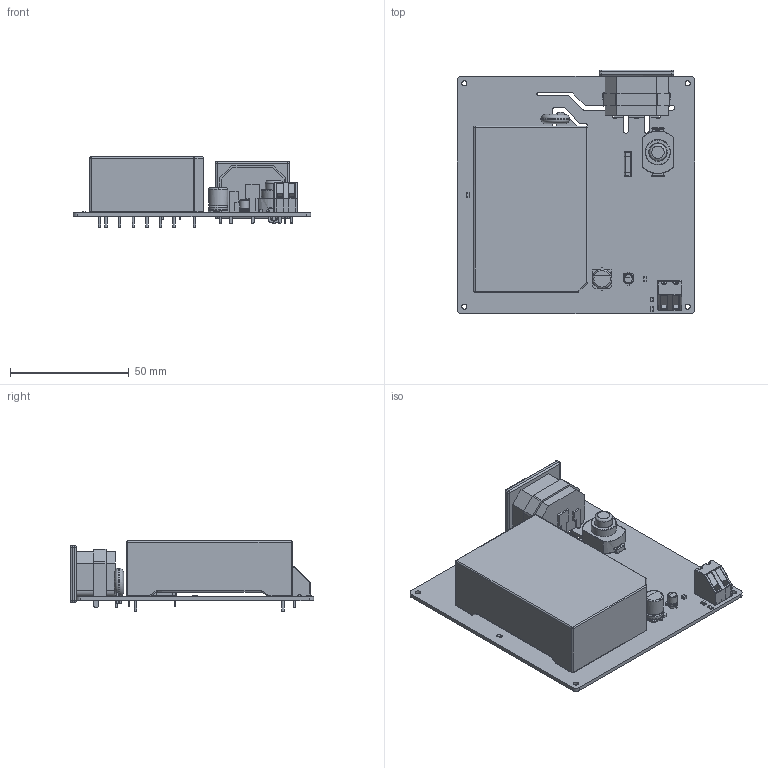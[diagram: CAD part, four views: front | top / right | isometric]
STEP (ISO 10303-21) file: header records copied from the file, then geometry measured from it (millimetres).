
FILE_DESCRIPTION(('KiCad electronic assembly'),'2;1');
FILE_NAME('PCB.stp','2020-09-06T03:19:29',('Pcbnew'),('Kicad'), 'Open CASCADE STEP processor 6.9','KiCad to STEP converter','Unknown' );
FILE_SCHEMA(('AUTOMOTIVE_DESIGN { 1 0 10303 214 1 1 1 1 }'));
Length unit declared in the file: millimetre
Products named in the file (24): Open CASCADE STEP translator 6.9 1; LED_0805_2012Metric_Castellated; SOLID; Altech_AK300_1x02_P5.00mm_45-Degree; IEC_Connector_ACT3KD-03BT3B018; COMPOUND; RV_Disc_D12mm_W3.9mm_P7.5mm; CP_Elec_8x10.5; BPT_Switch_20x13; C_0805_2012Metric; R_0805_2012Metric; AC_DC_TAS40-12-W; LittleFuse_0443002; CP_Elec_4x5.4
Assembly tree (24 placements, depth 3):
  Open CASCADE STEP translator 6.9 1
    LED_0805_2012Metric_Castellated
      SOLID
    Altech_AK300_1x02_P5.00mm_45-Degree
      SOLID
    IEC_Connector_ACT3KD-03BT3B018
      COMPOUND
    RV_Disc_D12mm_W3.9mm_P7.5mm
      SOLID
    CP_Elec_8x10.5
      SOLID
    BPT_Switch_20x13
      COMPOUND
    C_0805_2012Metric
      SOLID
    R_0805_2012Metric  x2
      SOLID
    AC_DC_TAS40-12-W
      COMPOUND
    LittleFuse_0443002
      COMPOUND
    CP_Elec_4x5.4
      SOLID
    COMPOUND
Bounding box: 100 x 102.5 x 29.5 mm (x, y, z)
Volume: 96823 mm3; surface area: 42730.5 mm2
Topology: 29 solids, 29 shells, 751 faces, 1824 edges, 1138 vertices
Faces by surface type: bspline 653, cylinder 58, plane 40
Full cylindrical faces by diameter (mm): 0.8 x2, 1.2 x9, 1.5 x2, 1.9 x3, 2.2 x4, 3.2 x2
Entity records: 51011 total; most frequent: CARTESIAN_POINT 23572, B_SPLINE_CURVE_WITH_KNOTS 3665, ORIENTED_EDGE 3500, PCURVE 3500, DEFINITIONAL_REPRESENTATION 3500, EDGE_CURVE 1750, SURFACE_CURVE 1688, DIRECTION 1226
